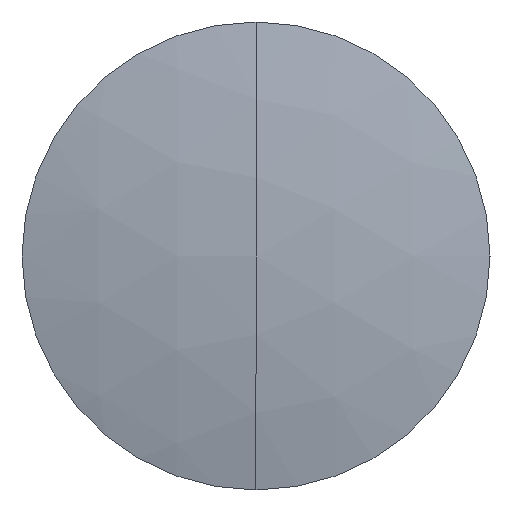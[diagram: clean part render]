
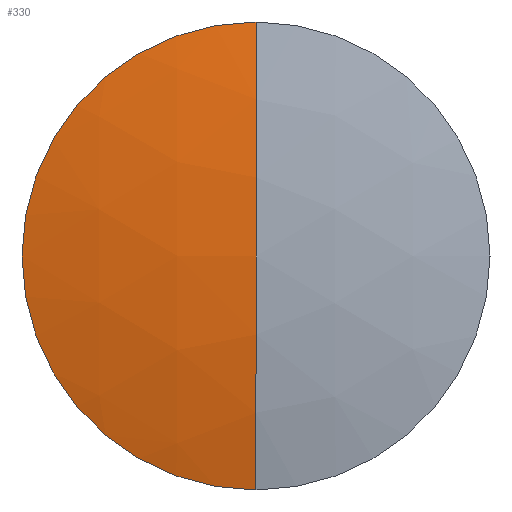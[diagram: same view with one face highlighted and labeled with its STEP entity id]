
A CAD part, left-side view. The second image highlights one B-rep face of the part: STEP entity #330.
In plain terms, the highlighted spherical face has radius 109.9 mm.
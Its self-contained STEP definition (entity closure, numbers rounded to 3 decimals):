
#46 = VERTEX_POINT ( 'NONE', #217 ) ;
#48 = ORIENTED_EDGE ( 'NONE', *, *, #280, .T. ) ;
#56 = CARTESIAN_POINT ( 'NONE',  ( 452.122, 0., 0. ) ) ;
#67 = CARTESIAN_POINT ( 'NONE',  ( 345.197, 0., -25.4 ) ) ;
#69 = CARTESIAN_POINT ( 'NONE',  ( 452.122, 0., 0. ) ) ;
#95 = DIRECTION ( 'NONE',  ( 0., -1., 0. ) ) ;
#96 = DIRECTION ( 'NONE',  ( -1., 0., 0. ) ) ;
#97 = FACE_OUTER_BOUND ( 'NONE', #108, .T. ) ;
#104 = CIRCLE ( 'NONE', #176, 25.4 ) ;
#108 = EDGE_LOOP ( 'NONE', ( #48, #157, #240 ) ) ;
#117 = AXIS2_PLACEMENT_3D ( 'NONE', #69, #253, #311 ) ;
#121 = CARTESIAN_POINT ( 'NONE',  ( 345.197, 0., 0. ) ) ;
#134 = CARTESIAN_POINT ( 'NONE',  ( 345.197, 0., 25.4 ) ) ;
#137 = AXIS2_PLACEMENT_3D ( 'NONE', #306, #95, #219 ) ;
#144 = DIRECTION ( 'NONE',  ( 0., 0., 1. ) ) ;
#157 = ORIENTED_EDGE ( 'NONE', *, *, #270, .T. ) ;
#159 = DIRECTION ( 'NONE',  ( 0., 1., 0. ) ) ;
#176 = AXIS2_PLACEMENT_3D ( 'NONE', #121, #96, #144 ) ;
#188 = DIRECTION ( 'NONE',  ( 0., 0., 1. ) ) ;
#217 = CARTESIAN_POINT ( 'NONE',  ( 342.222, 0., 0. ) ) ;
#219 = DIRECTION ( 'NONE',  ( 0., 0., -1. ) ) ;
#240 = ORIENTED_EDGE ( 'NONE', *, *, #287, .F. ) ;
#242 = CIRCLE ( 'NONE', #117, 109.9 ) ;
#253 = DIRECTION ( 'NONE',  ( 0., 1., 0. ) ) ;
#270 = EDGE_CURVE ( 'NONE', #320, #46, #242, .T. ) ;
#280 = EDGE_CURVE ( 'NONE', #346, #320, #104, .T. ) ;
#287 = EDGE_CURVE ( 'NONE', #346, #46, #301, .T. ) ;
#301 = CIRCLE ( 'NONE', #137, 109.9 ) ;
#306 = CARTESIAN_POINT ( 'NONE',  ( 452.122, 0., 0. ) ) ;
#311 = DIRECTION ( 'NONE',  ( 0., 0., 1. ) ) ;
#320 = VERTEX_POINT ( 'NONE', #67 ) ;
#321 = SPHERICAL_SURFACE ( 'NONE', #343, 109.9 ) ;
#330 = ADVANCED_FACE ( 'NONE', ( #97 ), #321, .T. ) ;
#343 = AXIS2_PLACEMENT_3D ( 'NONE', #56, #159, #188 ) ;
#346 = VERTEX_POINT ( 'NONE', #134 ) ;
